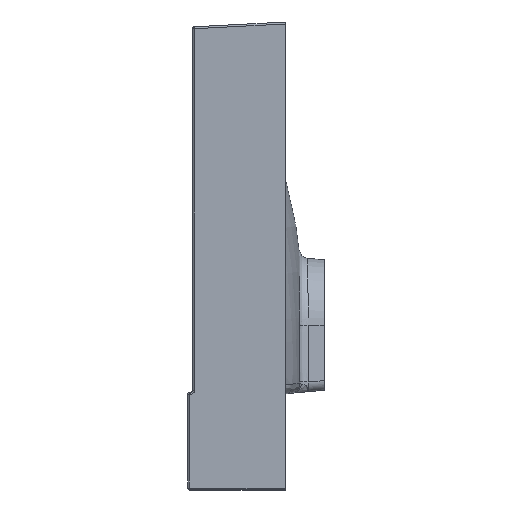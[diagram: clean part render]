
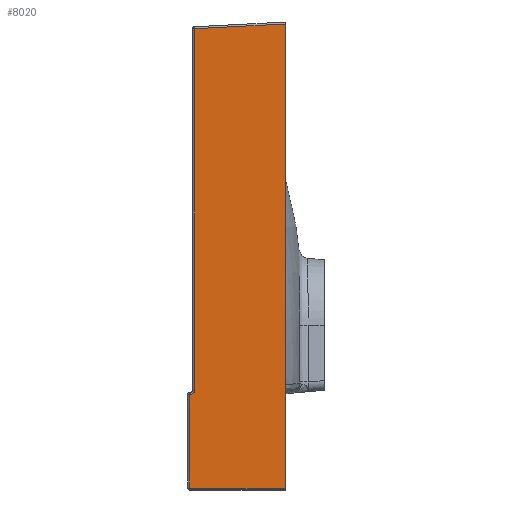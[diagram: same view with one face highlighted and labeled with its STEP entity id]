
A CAD part, left-side view. The second image highlights one B-rep face of the part: STEP entity #8020.
In plain terms, the highlighted planar face has unit normal (-0.999, 0.035, 0).
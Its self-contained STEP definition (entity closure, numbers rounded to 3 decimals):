
#186 = VECTOR ( 'NONE', #9482, 1000. ) ;
#1126 = CARTESIAN_POINT ( 'NONE',  ( -596.516, -0.174, -139.366 ) ) ;
#1220 = LINE ( 'NONE', #1126, #10592 ) ;
#1264 = ORIENTED_EDGE ( 'NONE', *, *, #8053, .T. ) ;
#1627 = EDGE_CURVE ( 'NONE', #9193, #17441, #1873, .T. ) ;
#1873 = LINE ( 'NONE', #11359, #17236 ) ;
#2266 = EDGE_CURVE ( 'NONE', #15122, #17441, #8101, .T. ) ;
#2400 = EDGE_CURVE ( 'NONE', #16305, #9193, #9296, .T. ) ;
#2872 = CARTESIAN_POINT ( 'NONE',  ( -600.002, -100., -235.38 ) ) ;
#3121 = CARTESIAN_POINT ( 'NONE',  ( -596.752, -6.93, -135.11 ) ) ;
#3574 = CARTESIAN_POINT ( 'NONE',  ( -600.002, -100., 237.38 ) ) ;
#4114 = FACE_OUTER_BOUND ( 'NONE', #16281, .T. ) ;
#4179 = EDGE_CURVE ( 'NONE', #18050, #14179, #14301, .T. ) ;
#5133 = ORIENTED_EDGE ( 'NONE', *, *, #4179, .T. ) ;
#5243 = CARTESIAN_POINT ( 'NONE',  ( -596.577, -1.93, 237.38 ) ) ;
#5584 =( BOUNDED_CURVE ( )  B_SPLINE_CURVE ( 3, ( #6910, #10043, #15660, #3121 ),
 .UNSPECIFIED., .F., .T. ) 
 B_SPLINE_CURVE_WITH_KNOTS ( ( 4, 4 ),
 ( 1.658, 3.142 ),
 .UNSPECIFIED. ) 
 CURVE ( )  GEOMETRIC_REPRESENTATION_ITEM ( )  RATIONAL_B_SPLINE_CURVE ( ( 1., 0.825, 0.825, 1. ) ) 
 REPRESENTATION_ITEM ( '' )  );
#6037 = LINE ( 'NONE', #11747, #15212 ) ;
#6609 = CARTESIAN_POINT ( 'NONE',  ( -596.624, -3.279, -139.095 ) ) ;
#6900 = ORIENTED_EDGE ( 'NONE', *, *, #2400, .T. ) ;
#6910 = CARTESIAN_POINT ( 'NONE',  ( -596.624, -3.279, -139.095 ) ) ;
#7991 = CARTESIAN_POINT ( 'NONE',  ( -596.577, -1.93, -139.213 ) ) ;
#8020 = ADVANCED_FACE ( 'NONE', ( #4114 ), #12587, .T. ) ;
#8053 = EDGE_CURVE ( 'NONE', #15122, #18050, #6037, .T. ) ;
#8086 = ORIENTED_EDGE ( 'NONE', *, *, #17066, .T. ) ;
#8101 = LINE ( 'NONE', #3574, #11929 ) ;
#8515 = CARTESIAN_POINT ( 'NONE',  ( -596.752, -6.93, 237.38 ) ) ;
#8603 = DIRECTION ( 'NONE',  ( 0., 0., -1. ) ) ;
#8782 = ORIENTED_EDGE ( 'NONE', *, *, #1627, .T. ) ;
#8993 = DIRECTION ( 'NONE',  ( 0.035, 0.998, -0.052 ) ) ;
#9193 = VERTEX_POINT ( 'NONE', #17798 ) ;
#9296 = LINE ( 'NONE', #5243, #186 ) ;
#9482 = DIRECTION ( 'NONE',  ( 0., 0., -1. ) ) ;
#10043 = CARTESIAN_POINT ( 'NONE',  ( -596.7, -5.455, -138.904 ) ) ;
#10188 = VECTOR ( 'NONE', #8603, 1000. ) ;
#10592 = VECTOR ( 'NONE', #17894, 1000. ) ;
#11359 = CARTESIAN_POINT ( 'NONE',  ( -596.51, 0., -235.38 ) ) ;
#11747 = CARTESIAN_POINT ( 'NONE',  ( -596.514, -0.104, 235.386 ) ) ;
#11929 = VECTOR ( 'NONE', #13605, 1000. ) ;
#12387 = EDGE_CURVE ( 'NONE', #14476, #14179, #5584, .T. ) ;
#12587 = PLANE ( 'NONE',  #15505 ) ;
#13605 = DIRECTION ( 'NONE',  ( 0., 0., -1. ) ) ;
#14179 = VERTEX_POINT ( 'NONE', #14854 ) ;
#14301 = LINE ( 'NONE', #8515, #10188 ) ;
#14476 = VERTEX_POINT ( 'NONE', #6609 ) ;
#14854 = CARTESIAN_POINT ( 'NONE',  ( -596.752, -6.93, -135.11 ) ) ;
#15122 = VERTEX_POINT ( 'NONE', #17004 ) ;
#15212 = VECTOR ( 'NONE', #8993, 1000. ) ;
#15505 = AXIS2_PLACEMENT_3D ( 'NONE', #18217, #16927, #17292 ) ;
#15660 = CARTESIAN_POINT ( 'NONE',  ( -596.752, -6.93, -137.294 ) ) ;
#16281 = EDGE_LOOP ( 'NONE', ( #16513, #1264, #5133, #16972, #8086, #6900, #8782 ) ) ;
#16305 = VERTEX_POINT ( 'NONE', #7991 ) ;
#16513 = ORIENTED_EDGE ( 'NONE', *, *, #2266, .F. ) ;
#16661 = CARTESIAN_POINT ( 'NONE',  ( -596.752, -6.93, 235.744 ) ) ;
#16927 = DIRECTION ( 'NONE',  ( -0.999, 0.035, 0. ) ) ;
#16972 = ORIENTED_EDGE ( 'NONE', *, *, #12387, .F. ) ;
#16990 = DIRECTION ( 'NONE',  ( -0.035, -0.999, 0. ) ) ;
#17004 = CARTESIAN_POINT ( 'NONE',  ( -600.002, -100., 240.622 ) ) ;
#17066 = EDGE_CURVE ( 'NONE', #14476, #16305, #1220, .T. ) ;
#17236 = VECTOR ( 'NONE', #16990, 1000. ) ;
#17292 = DIRECTION ( 'NONE',  ( -0.035, -0.999, 0. ) ) ;
#17441 = VERTEX_POINT ( 'NONE', #2872 ) ;
#17798 = CARTESIAN_POINT ( 'NONE',  ( -596.577, -1.93, -235.38 ) ) ;
#17894 = DIRECTION ( 'NONE',  ( 0.035, 0.996, -0.087 ) ) ;
#18050 = VERTEX_POINT ( 'NONE', #16661 ) ;
#18217 = CARTESIAN_POINT ( 'NONE',  ( -596.51, 0., 237.38 ) ) ;
